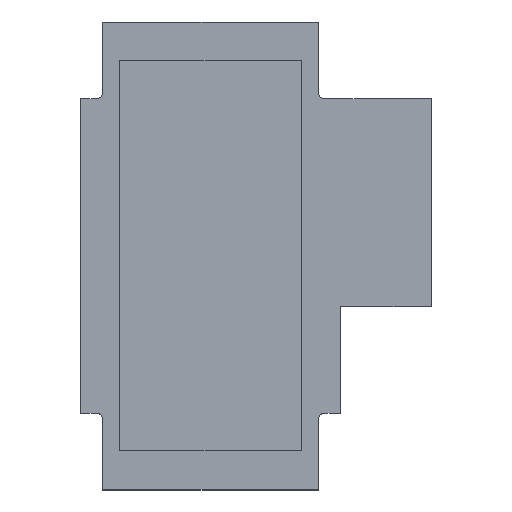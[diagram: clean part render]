
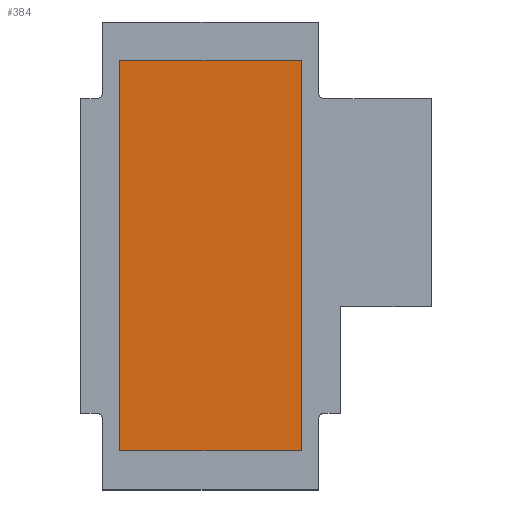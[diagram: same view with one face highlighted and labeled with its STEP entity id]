
A CAD part, top view. The second image highlights one B-rep face of the part: STEP entity #384.
In plain terms, the highlighted planar face has unit normal (0, 0, 1).
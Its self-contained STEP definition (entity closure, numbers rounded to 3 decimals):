
#372 = VERTEX_POINT ( 'NONE', #1078 ) ;
#374 = ORIENTED_EDGE ( 'NONE', *, *, #381, .T. ) ;
#381 = EDGE_CURVE ( 'NONE', #473, #464, #935, .T. ) ;
#382 = ORIENTED_EDGE ( 'NONE', *, *, #438, .T. ) ;
#384 = ADVANCED_FACE ( 'NONE', ( #934 ), #941, .F. ) ;
#386 = ORIENTED_EDGE ( 'NONE', *, *, #478, .T. ) ;
#433 = ORIENTED_EDGE ( 'NONE', *, *, #435, .T. ) ;
#435 = EDGE_CURVE ( 'NONE', #372, #447, #1118, .T. ) ;
#437 = EDGE_LOOP ( 'NONE', ( #386, #433, #382, #374 ) ) ;
#438 = EDGE_CURVE ( 'NONE', #447, #473, #1114, .T. ) ;
#447 = VERTEX_POINT ( 'NONE', #1106 ) ;
#464 = VERTEX_POINT ( 'NONE', #1102 ) ;
#473 = VERTEX_POINT ( 'NONE', #908 ) ;
#478 = EDGE_CURVE ( 'NONE', #464, #372, #901, .T. ) ;
#889 = DIRECTION ( 'NONE',  ( 0., 1., 0. ) ) ;
#890 = VECTOR ( 'NONE', #889, 1000. ) ;
#900 = CARTESIAN_POINT ( 'NONE',  ( 3.5, 7.5, 4.5 ) ) ;
#901 = LINE ( 'NONE', #900, #890 ) ;
#908 = CARTESIAN_POINT ( 'NONE',  ( -3.5, -7.5, 4.5 ) ) ;
#926 = DIRECTION ( 'NONE',  ( -1., 0., 0. ) ) ;
#927 = DIRECTION ( 'NONE',  ( 0., 0., -1. ) ) ;
#928 = CARTESIAN_POINT ( 'NONE',  ( 3.5, 7.5, 4.5 ) ) ;
#929 = VECTOR ( 'NONE', #1054, 1000. ) ;
#930 = AXIS2_PLACEMENT_3D ( 'NONE', #928, #927, #926 ) ;
#934 = FACE_OUTER_BOUND ( 'NONE', #437, .T. ) ;
#935 = LINE ( 'NONE', #1055, #929 ) ;
#941 = PLANE ( 'NONE',  #930 ) ;
#1054 = DIRECTION ( 'NONE',  ( 1., 0., 0. ) ) ;
#1055 = CARTESIAN_POINT ( 'NONE',  ( 3.5, -7.5, 4.5 ) ) ;
#1078 = CARTESIAN_POINT ( 'NONE',  ( 3.5, 7.5, 4.5 ) ) ;
#1102 = CARTESIAN_POINT ( 'NONE',  ( 3.5, -7.5, 4.5 ) ) ;
#1106 = CARTESIAN_POINT ( 'NONE',  ( -3.5, 7.5, 4.5 ) ) ;
#1111 = DIRECTION ( 'NONE',  ( 0., -1., 0. ) ) ;
#1112 = VECTOR ( 'NONE', #1111, 1000. ) ;
#1113 = CARTESIAN_POINT ( 'NONE',  ( -3.5, 7.5, 4.5 ) ) ;
#1114 = LINE ( 'NONE', #1113, #1112 ) ;
#1115 = DIRECTION ( 'NONE',  ( -1., 0., 0. ) ) ;
#1116 = VECTOR ( 'NONE', #1115, 1000. ) ;
#1117 = CARTESIAN_POINT ( 'NONE',  ( 3.5, 7.5, 4.5 ) ) ;
#1118 = LINE ( 'NONE', #1117, #1116 ) ;
